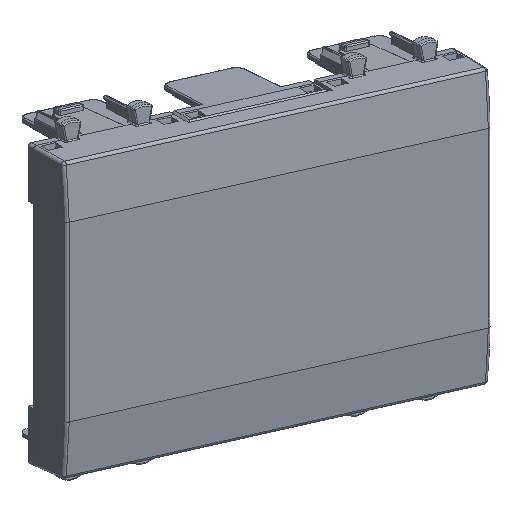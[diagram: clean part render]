
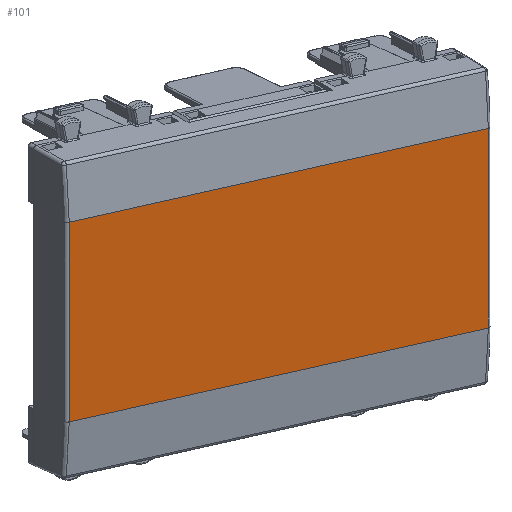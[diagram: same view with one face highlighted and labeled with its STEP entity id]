
A CAD part, top view. The second image highlights one B-rep face of the part: STEP entity #101.
In plain terms, the highlighted face is planar.
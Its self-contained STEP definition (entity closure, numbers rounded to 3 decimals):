
#62=CARTESIAN_POINT('Axis2P3D Location',(0.,0.,8.875)) ;
#67=CARTESIAN_POINT('Line Origine',(0.,33.001,8.875)) ;
#71=CARTESIAN_POINT('Vertex',(-13.969,33.001,8.875)) ;
#73=CARTESIAN_POINT('Vertex',(13.969,33.001,8.875)) ;
#76=CARTESIAN_POINT('Line Origine',(-13.969,0.,8.875)) ;
#80=CARTESIAN_POINT('Vertex',(-13.969,-33.001,8.875)) ;
#83=CARTESIAN_POINT('Line Origine',(0.,-33.001,8.875)) ;
#87=CARTESIAN_POINT('Vertex',(13.969,-33.001,8.875)) ;
#90=CARTESIAN_POINT('Line Origine',(13.969,0.,8.875)) ;
#63=DIRECTION('Axis2P3D Direction',(0.,0.,-1.)) ;
#64=DIRECTION('Axis2P3D XDirection',(-1.,0.,0.)) ;
#68=DIRECTION('Vector Direction',(-1.,0.,0.)) ;
#77=DIRECTION('Vector Direction',(0.,1.,0.)) ;
#84=DIRECTION('Vector Direction',(-1.,0.,0.)) ;
#91=DIRECTION('Vector Direction',(0.,1.,0.)) ;
#65=AXIS2_PLACEMENT_3D('Plane Axis2P3D',#62,#63,#64) ;
#96=ORIENTED_EDGE('',*,*,#75,.F.) ;
#97=ORIENTED_EDGE('',*,*,#82,.T.) ;
#98=ORIENTED_EDGE('',*,*,#89,.T.) ;
#99=ORIENTED_EDGE('',*,*,#94,.F.) ;
#69=VECTOR('Line Direction',#68,1.) ;
#78=VECTOR('Line Direction',#77,1.) ;
#85=VECTOR('Line Direction',#84,1.) ;
#92=VECTOR('Line Direction',#91,1.) ;
#101=ADVANCED_FACE('PartBody',(#100),#66,.F.) ;
#75=EDGE_CURVE('',#72,#74,#70,.F.) ;
#82=EDGE_CURVE('',#72,#81,#79,.F.) ;
#89=EDGE_CURVE('',#81,#88,#86,.F.) ;
#94=EDGE_CURVE('',#74,#88,#93,.F.) ;
#95=EDGE_LOOP('',(#96,#97,#98,#99)) ;
#100=FACE_OUTER_BOUND('',#95,.T.) ;
#70=LINE('Line',#67,#69) ;
#79=LINE('Line',#76,#78) ;
#86=LINE('Line',#83,#85) ;
#93=LINE('Line',#90,#92) ;
#66=PLANE('',#65) ;
#72=VERTEX_POINT('',#71) ;
#74=VERTEX_POINT('',#73) ;
#81=VERTEX_POINT('',#80) ;
#88=VERTEX_POINT('',#87) ;
